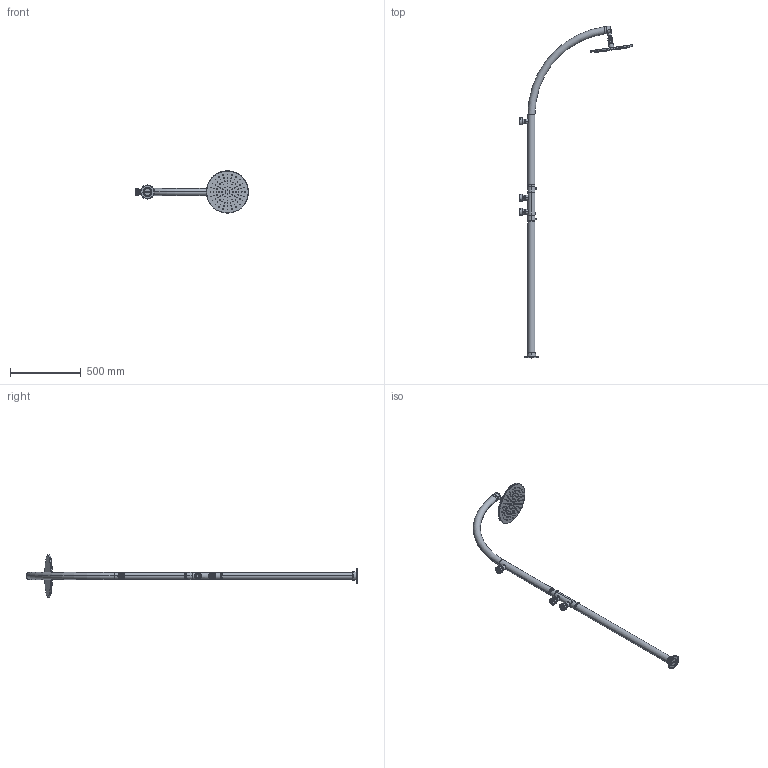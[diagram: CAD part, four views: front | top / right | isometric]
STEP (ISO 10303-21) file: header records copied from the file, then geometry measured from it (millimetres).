
FILE_DESCRIPTION(('CATIA V5 STEP Exchange','CAx-IF Rec.Pracs.--- Model Styling and Organization---1.5--- 2016-08-15','CAx-IF Rec.Pracs.---Supplemental Geometry---1.0---2011-11-01','CAx-IF Rec.Pracs.--- Composite Materials ---3.4---2017-06-13','CAx-IF Rec.Pracs.---Tessellated 3D Geometry---1.0---2015-12-17'),'2;1');
FILE_NAME('LNC90010.stp','2023-02-08T08:07:09+00:00',('none'),('none'),'CATIA Version 5-6 Release 2020 SP2','CATIA V5 STEP AP242 v2','none');
FILE_SCHEMA(('AP242_MANAGED_MODEL_BASED_3D_ENGINEERING_MIM_LF {1 0 10303 442 1 1 4}'));
Length unit declared in the file: millimetre
Products named in the file (1): 800_KR31_ASM_AllCATPart
Bounding box: 800.05 x 2348.74 x 300 mm (x, y, z)
Volume: 1174578 mm3; surface area: 1066182 mm2
Topology: 24 solids, 174 shells, 1190 faces, 3095 edges, 2329 vertices
Faces by surface type: cylinder 444, plane 344, cone 310, torus 74, bspline 10, sphere 8
Entity records: 40467 total; most frequent: CARTESIAN_POINT 14126, ORIENTED_EDGE 5404, DIRECTION 3848, EDGE_CURVE 3083, VERTEX_POINT 2329, AXIS2_PLACEMENT_3D 2235, CIRCLE 1573, EDGE_LOOP 1507
